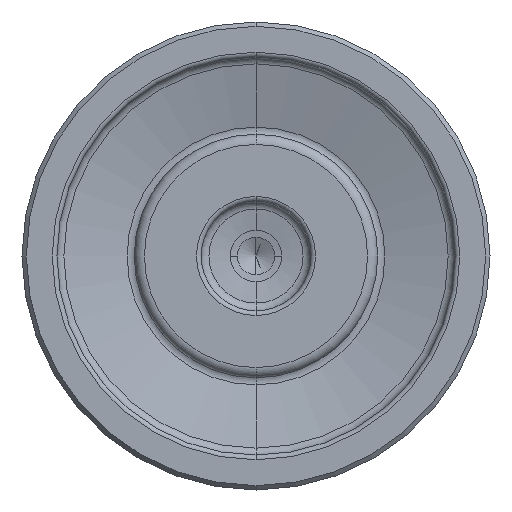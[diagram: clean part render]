
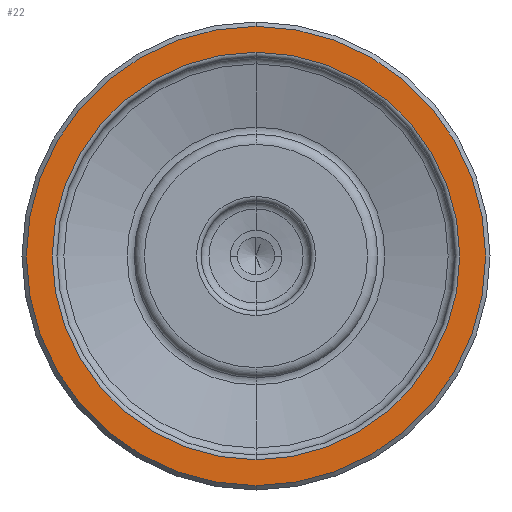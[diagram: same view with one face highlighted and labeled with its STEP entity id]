
A CAD part, front view. The second image highlights one B-rep face of the part: STEP entity #22.
In plain terms, the highlighted planar face has unit normal (0, -1, 0).
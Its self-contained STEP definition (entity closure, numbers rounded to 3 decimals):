
#22 = ADVANCED_FACE ( 'NONE', ( #984, #112 ), #961, .T. ) ;
#66 = DIRECTION ( 'NONE',  ( 0., 0., -1. ) ) ;
#89 = EDGE_LOOP ( 'NONE', ( #1175, #1313 ) ) ;
#104 = DIRECTION ( 'NONE',  ( 0., 1., 0. ) ) ;
#112 = FACE_BOUND ( 'NONE', #89, .T. ) ;
#124 = EDGE_CURVE ( 'NONE', #924, #1554, #1734, .T. ) ;
#310 = DIRECTION ( 'NONE',  ( 0., -1., 0. ) ) ;
#338 = DIRECTION ( 'NONE',  ( 0., 1., 0. ) ) ;
#386 = ORIENTED_EDGE ( 'NONE', *, *, #1815, .T. ) ;
#422 = AXIS2_PLACEMENT_3D ( 'NONE', #2095, #1054, #66 ) ;
#474 = CIRCLE ( 'NONE', #1906, 21.75 ) ;
#732 = DIRECTION ( 'NONE',  ( 0., -1., 0. ) ) ;
#814 = EDGE_LOOP ( 'NONE', ( #1717, #386 ) ) ;
#902 = EDGE_CURVE ( 'NONE', #1719, #1525, #474, .T. ) ;
#924 = VERTEX_POINT ( 'NONE', #2032 ) ;
#957 = CARTESIAN_POINT ( 'NONE',  ( 0., 0.706, 21.75 ) ) ;
#961 = PLANE ( 'NONE',  #1941 ) ;
#984 = FACE_OUTER_BOUND ( 'NONE', #814, .T. ) ;
#1054 = DIRECTION ( 'NONE',  ( 0., -1., 0. ) ) ;
#1066 = CARTESIAN_POINT ( 'NONE',  ( 0., 0.706, -24.517 ) ) ;
#1091 = CARTESIAN_POINT ( 'NONE',  ( 0., 0.706, 0. ) ) ;
#1110 = AXIS2_PLACEMENT_3D ( 'NONE', #1754, #732, #1925 ) ;
#1175 = ORIENTED_EDGE ( 'NONE', *, *, #902, .T. ) ;
#1206 = CIRCLE ( 'NONE', #1724, 21.75 ) ;
#1271 = DIRECTION ( 'NONE',  ( 0., 0., -1. ) ) ;
#1301 = CARTESIAN_POINT ( 'NONE',  ( 21.25, 0.706, 0. ) ) ;
#1313 = ORIENTED_EDGE ( 'NONE', *, *, #1638, .T. ) ;
#1328 = CARTESIAN_POINT ( 'NONE',  ( 0., 0.706, 0. ) ) ;
#1391 = CIRCLE ( 'NONE', #1110, 24.517 ) ;
#1474 = DIRECTION ( 'NONE',  ( 0., 0., -1. ) ) ;
#1505 = DIRECTION ( 'NONE',  ( 0., 0., -1. ) ) ;
#1525 = VERTEX_POINT ( 'NONE', #957 ) ;
#1554 = VERTEX_POINT ( 'NONE', #1066 ) ;
#1638 = EDGE_CURVE ( 'NONE', #1525, #1719, #1206, .T. ) ;
#1717 = ORIENTED_EDGE ( 'NONE', *, *, #124, .T. ) ;
#1719 = VERTEX_POINT ( 'NONE', #1893 ) ;
#1724 = AXIS2_PLACEMENT_3D ( 'NONE', #1091, #104, #1271 ) ;
#1734 = CIRCLE ( 'NONE', #422, 24.517 ) ;
#1754 = CARTESIAN_POINT ( 'NONE',  ( 0., 0.706, 0. ) ) ;
#1815 = EDGE_CURVE ( 'NONE', #1554, #924, #1391, .T. ) ;
#1893 = CARTESIAN_POINT ( 'NONE',  ( 0., 0.706, -21.75 ) ) ;
#1906 = AXIS2_PLACEMENT_3D ( 'NONE', #1328, #338, #1505 ) ;
#1925 = DIRECTION ( 'NONE',  ( 0., 0., -1. ) ) ;
#1941 = AXIS2_PLACEMENT_3D ( 'NONE', #1301, #310, #1474 ) ;
#2032 = CARTESIAN_POINT ( 'NONE',  ( 0., 0.706, 24.517 ) ) ;
#2095 = CARTESIAN_POINT ( 'NONE',  ( 0., 0.706, 0. ) ) ;
